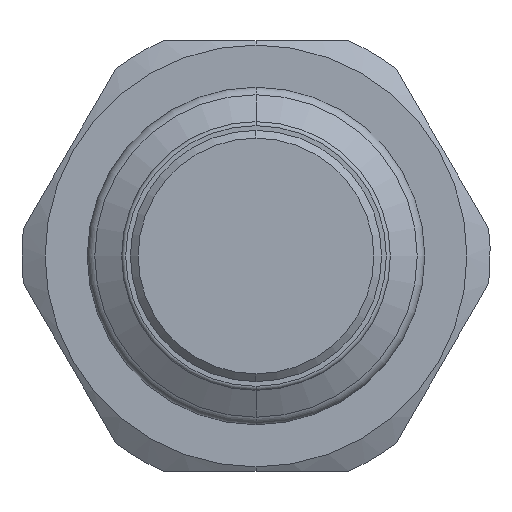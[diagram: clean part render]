
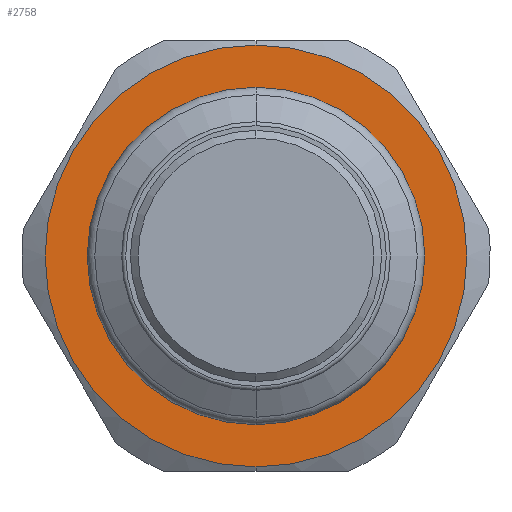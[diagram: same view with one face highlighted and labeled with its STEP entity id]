
A CAD part, left-side view. The second image highlights one B-rep face of the part: STEP entity #2758.
In plain terms, the highlighted planar face has unit normal (-1, 0, 0).
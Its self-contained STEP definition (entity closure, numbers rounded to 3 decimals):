
#1059=CARTESIAN_POINT('',(10.6,0.,0.));
#1060=DIRECTION('',(1.,0.,0.));
#1061=DIRECTION('',(0.,0.,-1.));
#1062=AXIS2_PLACEMENT_3D('',#1059,#1060,#1061);
#1064=CARTESIAN_POINT('',(10.6,0.,0.));
#1065=DIRECTION('',(-1.,0.,0.));
#1066=DIRECTION('',(0.,0.,-1.));
#1067=AXIS2_PLACEMENT_3D('',#1064,#1065,#1066);
#1077=CARTESIAN_POINT('',(10.6,0.,0.));
#1078=DIRECTION('',(-1.,0.,0.));
#1079=DIRECTION('',(0.,0.,-1.));
#1080=AXIS2_PLACEMENT_3D('',#1077,#1078,#1079);
#1082=CARTESIAN_POINT('',(10.6,0.,0.));
#1083=DIRECTION('',(1.,0.,0.));
#1084=DIRECTION('',(0.,0.,-1.));
#1085=AXIS2_PLACEMENT_3D('',#1082,#1083,#1084);
#1503=CARTESIAN_POINT('',(10.6,0.,-15.693));
#1505=VERTEX_POINT('',#1503);
#1506=CARTESIAN_POINT('',(10.6,0.,-11.993));
#1508=VERTEX_POINT('',#1506);
#1523=CARTESIAN_POINT('',(10.6,0.,15.693));
#1525=VERTEX_POINT('',#1523);
#1526=CARTESIAN_POINT('',(10.6,0.,11.993));
#1528=VERTEX_POINT('',#1526);
#2743=CARTESIAN_POINT('',(10.6,0.,0.));
#2744=DIRECTION('',(1.,0.,0.));
#2745=DIRECTION('',(0.,0.,1.));
#2746=AXIS2_PLACEMENT_3D('',#2743,#2744,#2745);
#2747=PLANE('',#2746);
#2748=ORIENTED_EDGE('',*,*,#2738,.T.);
#2749=ORIENTED_EDGE('',*,*,#2722,.F.);
#2750=EDGE_LOOP('',(#2748,#2749));
#2751=FACE_OUTER_BOUND('',#2750,.F.);
#2753=ORIENTED_EDGE('',*,*,#2752,.T.);
#2755=ORIENTED_EDGE('',*,*,#2754,.F.);
#2756=EDGE_LOOP('',(#2753,#2755));
#2757=FACE_BOUND('',#2756,.F.);
#1063=CIRCLE('',#1062,15.693);
#1068=CIRCLE('',#1067,15.693);
#1081=CIRCLE('',#1080,11.993);
#1086=CIRCLE('',#1085,11.993);
#2722=EDGE_CURVE('',#1505,#1525,#1068,.T.);
#2738=EDGE_CURVE('',#1505,#1525,#1063,.T.);
#2752=EDGE_CURVE('',#1508,#1528,#1081,.T.);
#2754=EDGE_CURVE('',#1508,#1528,#1086,.T.);
#2758=ADVANCED_FACE('',(#2751,#2757),#2747,.F.);
